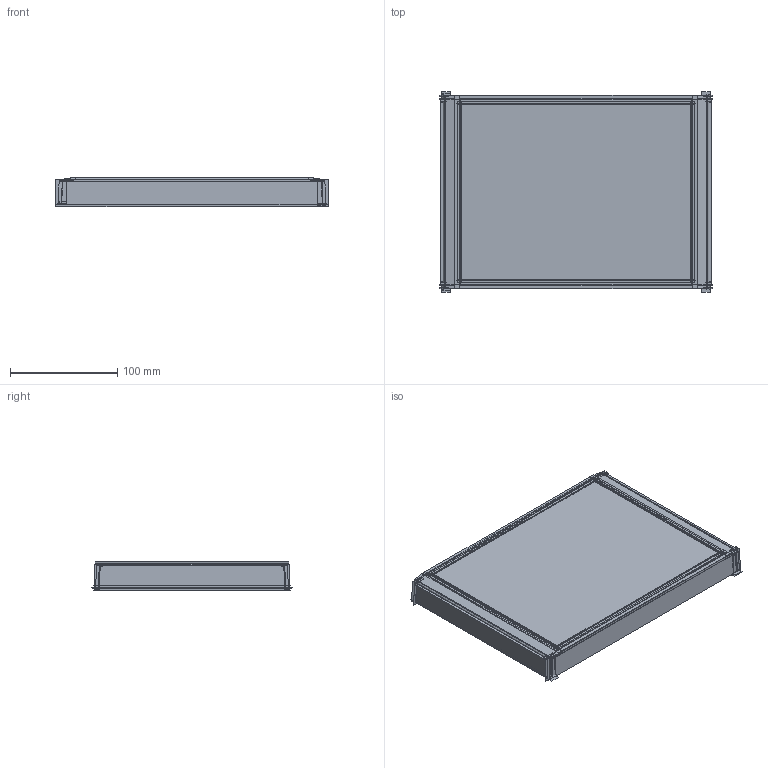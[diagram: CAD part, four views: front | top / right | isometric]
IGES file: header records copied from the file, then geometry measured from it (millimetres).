
Start section:  PTC IGES file: 2091_small_bottom_t_cct.igs
Global section: file name: 2091_small_bottom_t_cct.igs; native system: Pro/ENGINEER by Parametric Technology Corporation; preprocessor: 2001440; author: oluf; organization: Unknown; date: 090203.172607; units: millimetre
Bounding box: 253.81 x 187.2 x 27.84 mm (x, y, z)
Surface area: 466423 mm2 (no closed solid volume)
Topology: 0 solids, 1 shells, 412 faces, 1976 edges, 2456 vertices
Faces by surface type: bspline 236, revolution 176
